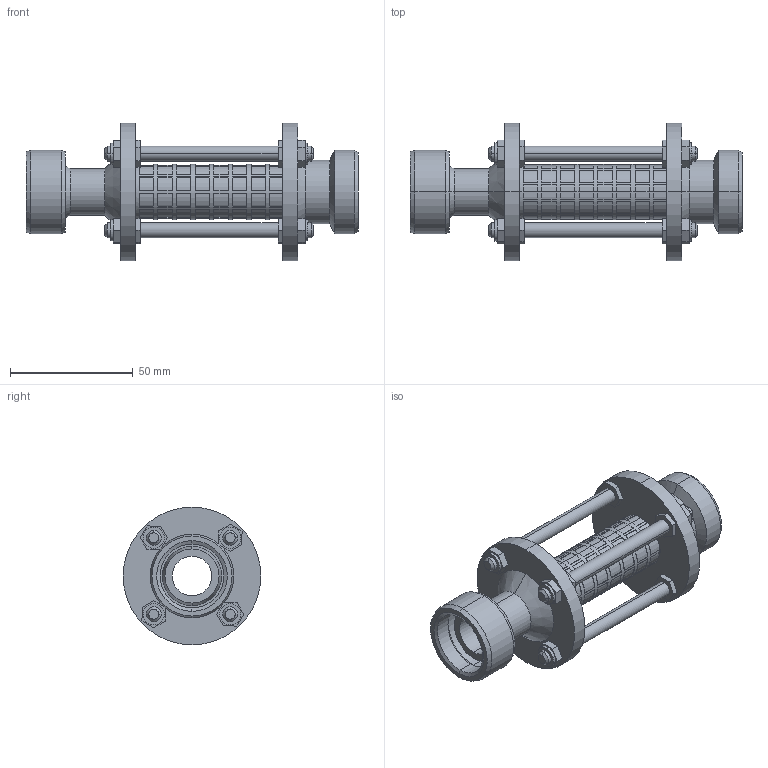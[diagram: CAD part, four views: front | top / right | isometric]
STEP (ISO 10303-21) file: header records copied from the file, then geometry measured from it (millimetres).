
FILE_DESCRIPTION (( 'STEP AP203' ), '1' );
FILE_NAME ('3D_M-7008_DN15_174601100.STEP', '2024-10-04T12:02:17', ( '' ), ( '' ), 'SwSTEP 2.0', 'SolidWorks 2024', '' );
FILE_SCHEMA (( 'CONFIG_CONTROL_DESIGN' ));
Length unit declared in the file: millimetre
Products named in the file (1): 3D_M-7008_DN15_174601100
Bounding box: 135 x 56 x 56 mm (x, y, z)
Volume: 67718.2 mm3; surface area: 42339.7 mm2
Topology: 9 solids, 9 shells, 613 faces, 1704 edges, 1122 vertices
Faces by surface type: plane 475, cylinder 98, cone 40
Entity records: 20145 total; most frequent: DIRECTION 3542, CARTESIAN_POINT 3440, ORIENTED_EDGE 3408, EDGE_CURVE 1704, AXIS2_PLACEMENT_3D 1224, VERTEX_POINT 1122, LINE 1094, VECTOR 1094
